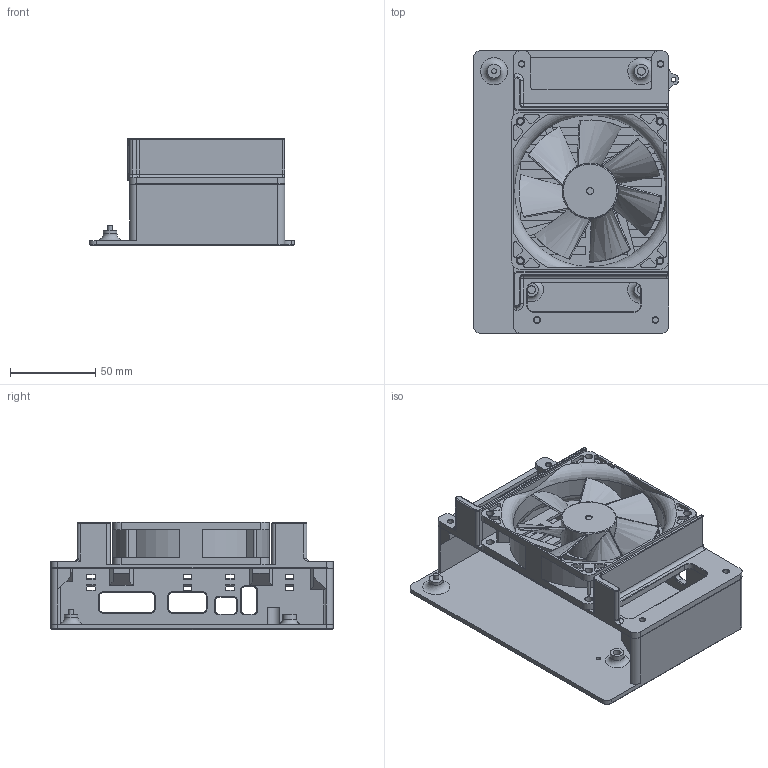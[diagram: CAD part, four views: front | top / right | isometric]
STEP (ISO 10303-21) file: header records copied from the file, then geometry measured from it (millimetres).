
FILE_DESCRIPTION(/* description */ ('','CAx-IF Rec.Pracs.---Representation and Presentation of Product Manufacturing Information (PMI)---4.0---2014-10-13'),/* implementation_level */ '2;1');
FILE_NAME(/* name */ 'Manta M5P Electronics Box (BETA 0.1).step',/* time_stamp */ '2024-12-04T15:38:39Z',/* author */ (''),/* organization */ (''),/* preprocessor_version */ 'ST-DEVELOPER v20',/* originating_system */ 'Autodesk Translation Framework v13.20.0.188',/* authorisation */ '');
FILE_SCHEMA (('AP242_MANAGED_MODEL_BASED_3D_ENGINEERING_MIM_LF { 1 0 10303 442 1 1 4 }'));
Length unit declared in the file: millimetre
Products named in the file (4): Manta M5P Electronics Box; PC fan 92x25mm; Âåíòèëÿòîð 92ìì Titan
 TFD-9225L12Z êîðïóñ; Âåíòèëÿòîð 92ìì Titan
 TFD-9225L12Z êðûëü÷àòêà
Assembly tree (3 placements, depth 3):
  Manta M5P Electronics Box
    PC fan 92x25mm
      Âåíòèëÿòîð 92ìì Titan
 TFD-9225L12Z êîðïóñ
      Âåíòèëÿòîð 92ìì Titan
 TFD-9225L12Z êðûëü÷àòêà
Bounding box: 120.39 x 166 x 63 mm (x, y, z)
Volume: 179809.8 mm3; surface area: 139487.6 mm2
Topology: 4 solids, 4 shells, 784 faces, 2013 edges, 1261 vertices
Faces by surface type: plane 420, cylinder 215, cone 93, bspline 35, torus 19, sphere 2
Full cylindrical faces by diameter (mm): 2.7 x3, 2.8 x1, 3.4 x6, 3.5 x2, 4 x1, 4.6 x17, 8 x4, 10 x1, 26.5 x1, 32.5 x1, 89 x1
Entity records: 32346 total; most frequent: CARTESIAN_POINT 12906, ORIENTED_EDGE 4024, DIRECTION 4001, EDGE_CURVE 2012, AXIS2_PLACEMENT_3D 1353, LINE 1295, VECTOR 1295, VERTEX_POINT 1261
